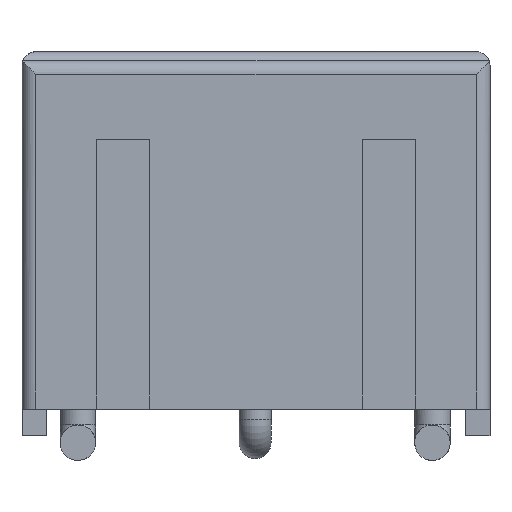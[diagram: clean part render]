
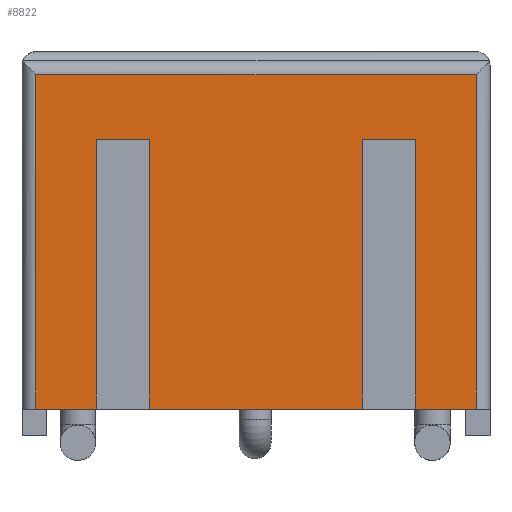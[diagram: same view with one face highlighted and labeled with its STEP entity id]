
A CAD part, front view. The second image highlights one B-rep face of the part: STEP entity #8822.
In plain terms, the highlighted face is planar.
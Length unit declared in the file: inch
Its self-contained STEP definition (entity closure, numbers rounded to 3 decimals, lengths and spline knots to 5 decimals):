
#219=PLANE('',#9443);
#737=FACE_OUTER_BOUND('',#1237,.T.);
#1237=EDGE_LOOP('',(#6049,#6050,#6051,#6052,#6053,#6054,#6055,#6056,#6057,
#6058,#6059,#6060));
#1903=LINE('',#12150,#2804);
#1904=LINE('',#12154,#2805);
#1906=LINE('',#12170,#2807);
#1907=LINE('',#12172,#2808);
#1908=LINE('',#12174,#2809);
#1909=LINE('',#12176,#2810);
#1910=LINE('',#12178,#2811);
#1911=LINE('',#12180,#2812);
#1912=LINE('',#12182,#2813);
#1913=LINE('',#12184,#2814);
#1914=LINE('',#12186,#2815);
#1915=LINE('',#12187,#2816);
#2804=VECTOR('',#10047,0.3937);
#2805=VECTOR('',#10052,0.3937);
#2807=VECTOR('',#10058,0.042);
#2808=VECTOR('',#10059,0.152);
#2809=VECTOR('',#10060,0.03);
#2810=VECTOR('',#10061,0.152);
#2811=VECTOR('',#10062,0.12);
#2812=VECTOR('',#10063,0.152);
#2813=VECTOR('',#10064,0.03);
#2814=VECTOR('',#10065,0.152);
#2815=VECTOR('',#10066,0.042);
#2816=VECTOR('',#10067,0.3937);
#3783=VERTEX_POINT('',#12147);
#3784=VERTEX_POINT('',#12149);
#3785=VERTEX_POINT('',#12153);
#3789=VERTEX_POINT('',#12169);
#3790=VERTEX_POINT('',#12171);
#3791=VERTEX_POINT('',#12173);
#3792=VERTEX_POINT('',#12175);
#3793=VERTEX_POINT('',#12177);
#3794=VERTEX_POINT('',#12179);
#3795=VERTEX_POINT('',#12181);
#3796=VERTEX_POINT('',#12183);
#3797=VERTEX_POINT('',#12185);
#4683=EDGE_CURVE('',#3783,#3784,#1903,.T.);
#4685=EDGE_CURVE('',#3784,#3785,#1904,.T.);
#4690=EDGE_CURVE('',#3789,#3783,#1906,.T.);
#4691=EDGE_CURVE('',#3790,#3789,#1907,.T.);
#4692=EDGE_CURVE('',#3790,#3791,#1908,.T.);
#4693=EDGE_CURVE('',#3792,#3791,#1909,.T.);
#4694=EDGE_CURVE('',#3793,#3792,#1910,.T.);
#4695=EDGE_CURVE('',#3793,#3794,#1911,.T.);
#4696=EDGE_CURVE('',#3794,#3795,#1912,.T.);
#4697=EDGE_CURVE('',#3795,#3796,#1913,.T.);
#4698=EDGE_CURVE('',#3797,#3796,#1914,.T.);
#4699=EDGE_CURVE('',#3785,#3797,#1915,.T.);
#6049=ORIENTED_EDGE('',*,*,#4683,.F.);
#6050=ORIENTED_EDGE('',*,*,#4690,.F.);
#6051=ORIENTED_EDGE('',*,*,#4691,.F.);
#6052=ORIENTED_EDGE('',*,*,#4692,.T.);
#6053=ORIENTED_EDGE('',*,*,#4693,.F.);
#6054=ORIENTED_EDGE('',*,*,#4694,.F.);
#6055=ORIENTED_EDGE('',*,*,#4695,.T.);
#6056=ORIENTED_EDGE('',*,*,#4696,.T.);
#6057=ORIENTED_EDGE('',*,*,#4697,.T.);
#6058=ORIENTED_EDGE('',*,*,#4698,.F.);
#6059=ORIENTED_EDGE('',*,*,#4699,.F.);
#6060=ORIENTED_EDGE('',*,*,#4685,.F.);
#8822=ADVANCED_FACE('',(#737),#219,.F.);
#9443=AXIS2_PLACEMENT_3D('',#12168,#10056,#10057);
#10047=DIRECTION('',(0.,0.,1.));
#10052=DIRECTION('',(-1.,0.,0.));
#10056=DIRECTION('center_axis',(0.,-1.,0.));
#10057=DIRECTION('ref_axis',(-1.,0.,0.));
#10058=DIRECTION('',(1.,0.,0.));
#10059=DIRECTION('',(0.,0.,-1.));
#10060=DIRECTION('',(-1.,0.,0.));
#10061=DIRECTION('',(0.,0.,1.));
#10062=DIRECTION('',(1.,0.,0.));
#10063=DIRECTION('',(0.,0.,1.));
#10064=DIRECTION('',(-1.,0.,0.));
#10065=DIRECTION('',(0.,0.,-1.));
#10066=DIRECTION('',(1.,0.,0.));
#10067=DIRECTION('',(0.,0.,-1.));
#12147=CARTESIAN_POINT('',(0.19663,0.078,-0.0644));
#12149=CARTESIAN_POINT('',(0.19663,0.078,0.12425));
#12150=CARTESIAN_POINT('',(0.19663,0.078,-0.0719));
#12153=CARTESIAN_POINT('',(-0.05163,0.078,0.12425));
#12154=CARTESIAN_POINT('',(0.1385,0.078,0.12425));
#12168=CARTESIAN_POINT('Origin',(0.2045,0.078,-0.0644));
#12169=CARTESIAN_POINT('',(0.1625,0.078,-0.0644));
#12170=CARTESIAN_POINT('',(0.1625,0.078,-0.0644));
#12171=CARTESIAN_POINT('',(0.1625,0.078,0.0876));
#12172=CARTESIAN_POINT('',(0.1625,0.078,0.0876));
#12173=CARTESIAN_POINT('',(0.1325,0.078,0.0876));
#12174=CARTESIAN_POINT('',(0.1625,0.078,0.0876));
#12175=CARTESIAN_POINT('',(0.1325,0.078,-0.0644));
#12176=CARTESIAN_POINT('',(0.1325,0.078,-0.0644));
#12177=CARTESIAN_POINT('',(0.0125,0.078,-0.0644));
#12178=CARTESIAN_POINT('',(0.0125,0.078,-0.0644));
#12179=CARTESIAN_POINT('',(0.0125,0.078,0.0876));
#12180=CARTESIAN_POINT('',(0.0125,0.078,-0.0644));
#12181=CARTESIAN_POINT('',(-0.0175,0.078,0.0876));
#12182=CARTESIAN_POINT('',(0.0125,0.078,0.0876));
#12183=CARTESIAN_POINT('',(-0.0175,0.078,-0.0644));
#12184=CARTESIAN_POINT('',(-0.0175,0.078,0.0876));
#12185=CARTESIAN_POINT('',(-0.05163,0.078,-0.0644));
#12186=CARTESIAN_POINT('',(-0.0595,0.078,-0.0644));
#12187=CARTESIAN_POINT('',(-0.05163,0.078,-0.0719));
